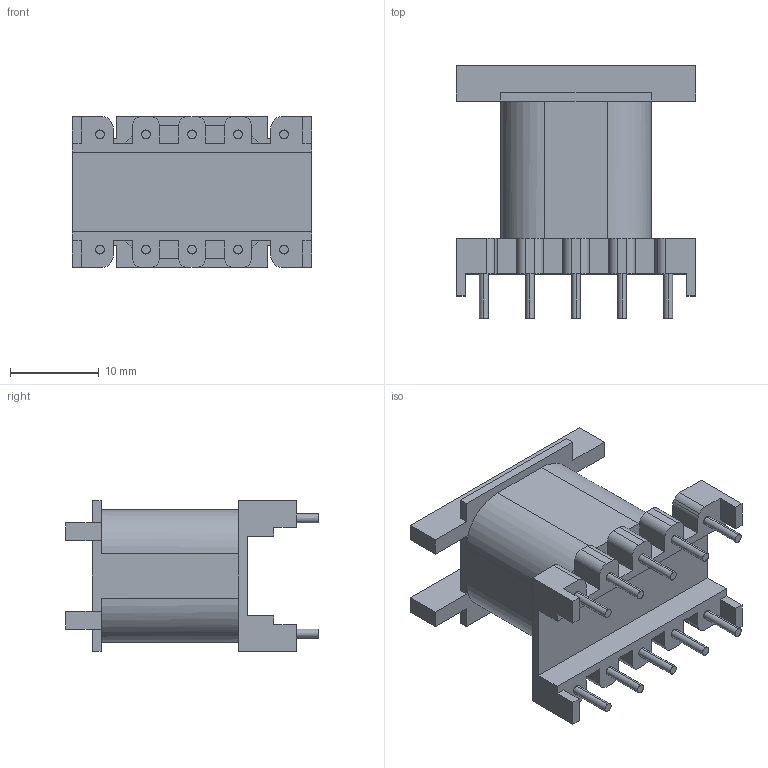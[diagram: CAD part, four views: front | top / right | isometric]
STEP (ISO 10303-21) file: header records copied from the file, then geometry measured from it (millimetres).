
FILE_DESCRIPTION (( 'STEP AP214' ), '1' );
FILE_NAME ('Trafo.STEP', '2024-07-01T00:15:45', ( '' ), ( '' ), 'SwSTEP 2.0', 'SolidWorks 2018', '' );
FILE_SCHEMA (( 'AUTOMOTIVE_DESIGN' ));
Length unit declared in the file: millimetre
Products named in the file (1): Trafo
Bounding box: 27 x 28.5 x 17 mm (x, y, z)
Volume: 5221.9 mm3; surface area: 3208 mm2
Topology: 1 solids, 1 shells, 152 faces, 400 edges, 260 vertices
Faces by surface type: plane 108, cylinder 44
Entity records: 4698 total; most frequent: CARTESIAN_POINT 813, DIRECTION 806, ORIENTED_EDGE 800, EDGE_CURVE 400, VECTOR 300, LINE 300, VERTEX_POINT 260, AXIS2_PLACEMENT_3D 253
